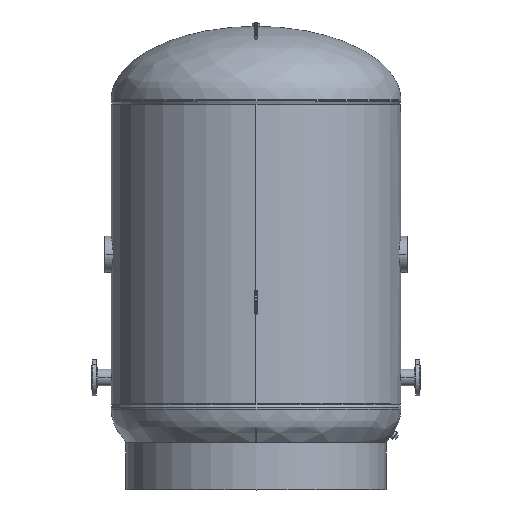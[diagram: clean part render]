
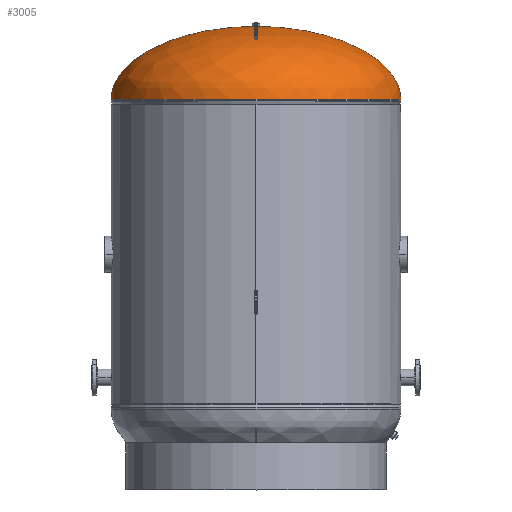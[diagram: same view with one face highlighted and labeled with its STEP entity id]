
A CAD part, top view. The second image highlights one B-rep face of the part: STEP entity #3005.
In plain terms, the highlighted free-form (B-spline) face has degree [3, 3] with [4, 4] control points.
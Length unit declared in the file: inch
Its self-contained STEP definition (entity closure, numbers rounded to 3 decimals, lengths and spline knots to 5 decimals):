
#244 = DIRECTION ( 'NONE',  ( 0., 1., 0. ) ) ;
#728 = DIRECTION ( 'NONE',  ( 1., 0., 0. ) ) ;
#1194 = DIRECTION ( 'NONE',  ( 0., 1., 0. ) ) ;
#1310 = CARTESIAN_POINT ( 'NONE',  ( -30., 9.8261, 0. ) ) ;
#1393 = CARTESIAN_POINT ( 'NONE',  ( -17.90589, 16.06479, 0. ) ) ;
#1532 = AXIS2_PLACEMENT_3D ( 'NONE', #6609, #10100, #728 ) ;
#2195 = CARTESIAN_POINT ( 'NONE',  ( -17.90589, 16.06479, 35.81179 ) ) ;
#2198 = ORIENTED_EDGE ( 'NONE', *, *, #4296, .F. ) ;
#2336 = CARTESIAN_POINT ( 'NONE',  ( 30., 9.8261, 0. ) ) ;
#2351 = CARTESIAN_POINT ( 'NONE',  ( -30., 9.8261, 0. ) ) ;
#2476 = CARTESIAN_POINT ( 'NONE',  ( 30., 1.09375, 0. ) ) ;
#2790 = ORIENTED_EDGE ( 'NONE', *, *, #12219, .F. ) ;
#2862 = FACE_OUTER_BOUND ( 'NONE', #4399, .T. ) ;
#3005 = ADVANCED_FACE ( 'NONE', ( #2862 ), #8128, .F. ) ;
#3331 = CARTESIAN_POINT ( 'NONE',  ( -17.90589, 16.06479, 0. ) ) ;
#3422 = CARTESIAN_POINT ( 'NONE',  ( 0., 16.24671, 0.625 ) ) ;
#3488 = ORIENTED_EDGE ( 'NONE', *, *, #12976, .F. ) ;
#3543 = CIRCLE ( 'NONE', #13153, 0.625 ) ;
#3986 = VERTEX_POINT ( 'NONE', #14782 ) ;
#3998 = CARTESIAN_POINT ( 'NONE',  ( -0.625, 16.24671, 1.25 ) ) ;
#4296 = EDGE_CURVE ( 'NONE', #10591, #8657, #3543, .T. ) ;
#4381 = CARTESIAN_POINT ( 'NONE',  ( 30., 1.09375, 0. ) ) ;
#4399 = EDGE_LOOP ( 'NONE', ( #2198, #5287, #2790, #7407, #3488 ) ) ;
#4517 = CARTESIAN_POINT ( 'NONE',  ( 0.625, 16.24671, 0. ) ) ;
#4909 = CARTESIAN_POINT ( 'NONE',  ( -30., 1.09375, 0. ) ) ;
#5092 =( BOUNDED_CURVE ( )  B_SPLINE_CURVE ( 3, ( #11736, #1393, #1310, #4909 ),
 .UNSPECIFIED., .F., .F. ) 
 B_SPLINE_CURVE_WITH_KNOTS ( ( 4, 4 ),
 ( 4.73322, 6.28319 ),
 .UNSPECIFIED. ) 
 CURVE ( )  GEOMETRIC_REPRESENTATION_ITEM ( )  RATIONAL_B_SPLINE_CURVE ( ( 1., 0.81, 0.81, 1. ) ) 
 REPRESENTATION_ITEM ( '' )  );
#5126 = CARTESIAN_POINT ( 'NONE',  ( 0.625, 16.24671, 0. ) ) ;
#5287 = ORIENTED_EDGE ( 'NONE', *, *, #14905, .T. ) ;
#5640 = CARTESIAN_POINT ( 'NONE',  ( 0., 16.24671, 0. ) ) ;
#5720 = DIRECTION ( 'NONE',  ( 1., 0., 0. ) ) ;
#6096 = CIRCLE ( 'NONE', #1532, 30. ) ;
#6609 = CARTESIAN_POINT ( 'NONE',  ( 0., 1.09375, 0. ) ) ;
#6626 = VERTEX_POINT ( 'NONE', #10191 ) ;
#6795 = CARTESIAN_POINT ( 'NONE',  ( 30., 9.8261, 0. ) ) ;
#6877 = CARTESIAN_POINT ( 'NONE',  ( -30., 9.8261, 60. ) ) ;
#7407 = ORIENTED_EDGE ( 'NONE', *, *, #9454, .F. ) ;
#7485 = CARTESIAN_POINT ( 'NONE',  ( 17.90589, 16.06479, 0. ) ) ;
#7684 = AXIS2_PLACEMENT_3D ( 'NONE', #8262, #244, #12012 ) ;
#8056 = VERTEX_POINT ( 'NONE', #13754 ) ;
#8128 =( BOUNDED_SURFACE ( )  B_SPLINE_SURFACE ( 3, 3, ( 
 ( #5126, #14375, #3998, #8610 ),
 ( #7485, #14826, #2195, #3331 ),
 ( #6795, #12778, #6877, #2351 ),
 ( #4381, #12708, #9062, #10205 ) ),
 .UNSPECIFIED., .F., .F., .F. ) 
 B_SPLINE_SURFACE_WITH_KNOTS ( ( 4, 4 ),
 ( 4, 4 ),
 ( 0., 1. ),
 ( 0., 1. ),
 .UNSPECIFIED. ) 
 GEOMETRIC_REPRESENTATION_ITEM ( )  RATIONAL_B_SPLINE_SURFACE ( (
 ( 1., 0.333, 0.333, 1.),
 ( 0.81, 0.27, 0.27, 0.81),
 ( 0.81, 0.27, 0.27, 0.81),
 ( 1., 0.333, 0.333, 1.) ) ) 
 REPRESENTATION_ITEM ( '' )  SURFACE ( )  );
#8262 = CARTESIAN_POINT ( 'NONE',  ( 0., 16.24671, 0. ) ) ;
#8610 = CARTESIAN_POINT ( 'NONE',  ( -0.625, 16.24671, 0. ) ) ;
#8657 = VERTEX_POINT ( 'NONE', #3422 ) ;
#9062 = CARTESIAN_POINT ( 'NONE',  ( -30., 1.09375, 60. ) ) ;
#9345 = CARTESIAN_POINT ( 'NONE',  ( 17.90589, 16.06479, 0. ) ) ;
#9454 = EDGE_CURVE ( 'NONE', #6626, #8056, #14875, .T. ) ;
#10100 = DIRECTION ( 'NONE',  ( 0., -1., 0. ) ) ;
#10191 = CARTESIAN_POINT ( 'NONE',  ( 0.625, 16.24671, 0. ) ) ;
#10205 = CARTESIAN_POINT ( 'NONE',  ( -30., 1.09375, 0. ) ) ;
#10591 = VERTEX_POINT ( 'NONE', #13816 ) ;
#11736 = CARTESIAN_POINT ( 'NONE',  ( -0.625, 16.24671, 0. ) ) ;
#12012 = DIRECTION ( 'NONE',  ( 1., 0., 0. ) ) ;
#12219 = EDGE_CURVE ( 'NONE', #8056, #3986, #6096, .T. ) ;
#12708 = CARTESIAN_POINT ( 'NONE',  ( 30., 1.09375, 60. ) ) ;
#12778 = CARTESIAN_POINT ( 'NONE',  ( 30., 9.8261, 60. ) ) ;
#12976 = EDGE_CURVE ( 'NONE', #8657, #6626, #13975, .T. ) ;
#13153 = AXIS2_PLACEMENT_3D ( 'NONE', #5640, #1194, #5720 ) ;
#13754 = CARTESIAN_POINT ( 'NONE',  ( 30., 1.09375, 0. ) ) ;
#13816 = CARTESIAN_POINT ( 'NONE',  ( -0.625, 16.24671, 0. ) ) ;
#13975 = CIRCLE ( 'NONE', #7684, 0.625 ) ;
#14375 = CARTESIAN_POINT ( 'NONE',  ( 0.625, 16.24671, 1.25 ) ) ;
#14782 = CARTESIAN_POINT ( 'NONE',  ( -30., 1.09375, 0. ) ) ;
#14826 = CARTESIAN_POINT ( 'NONE',  ( 17.90589, 16.06479, 35.81179 ) ) ;
#14875 =( BOUNDED_CURVE ( )  B_SPLINE_CURVE ( 3, ( #4517, #9345, #2336, #2476 ),
 .UNSPECIFIED., .F., .T. ) 
 B_SPLINE_CURVE_WITH_KNOTS ( ( 4, 4 ),
 ( 4.73322, 6.28319 ),
 .UNSPECIFIED. ) 
 CURVE ( )  GEOMETRIC_REPRESENTATION_ITEM ( )  RATIONAL_B_SPLINE_CURVE ( ( 1., 0.81, 0.81, 1. ) ) 
 REPRESENTATION_ITEM ( '' )  );
#14905 = EDGE_CURVE ( 'NONE', #10591, #3986, #5092, .T. ) ;
